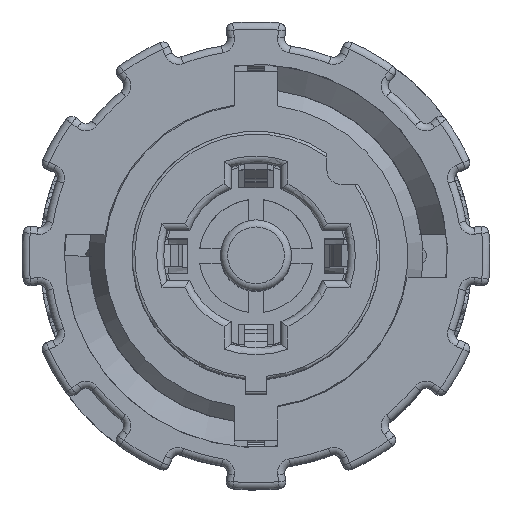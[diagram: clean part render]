
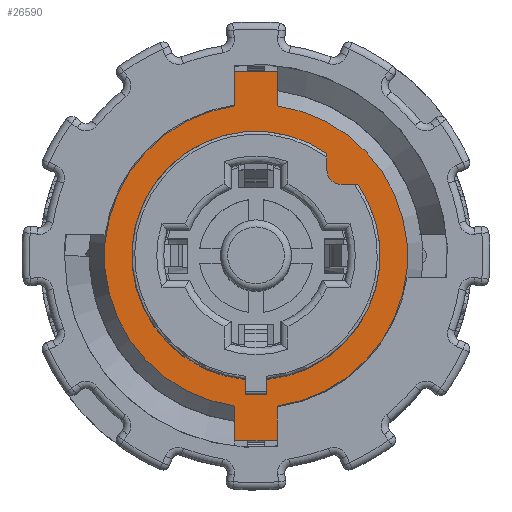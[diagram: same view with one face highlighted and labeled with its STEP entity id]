
A CAD part, top view. The second image highlights one B-rep face of the part: STEP entity #26590.
In plain terms, the highlighted planar face has unit normal (0, 0, 1).
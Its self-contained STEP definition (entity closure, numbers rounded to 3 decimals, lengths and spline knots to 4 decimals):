
#1094=FACE_BOUND('',#3489,.T.);
#2053=FACE_OUTER_BOUND('',#3488,.T.);
#3488=EDGE_LOOP('',(#19199,#19200,#19201,#19202,#19203,#19204,#19205,#19206,
#19207,#19208));
#3489=EDGE_LOOP('',(#19209,#19210,#19211,#19212,#19213,#19214,#19215,#19216));
#4492=LINE('',#35911,#6765);
#4519=LINE('',#35990,#6792);
#5289=LINE('',#38591,#7562);
#5293=LINE('',#38619,#7566);
#5339=LINE('',#39042,#7612);
#5341=LINE('',#39046,#7614);
#5343=LINE('',#39049,#7616);
#5382=LINE('',#39200,#7655);
#5391=LINE('',#39222,#7664);
#5392=LINE('',#39229,#7665);
#5399=LINE('',#39263,#7672);
#5407=LINE('',#39278,#7680);
#5408=LINE('',#39280,#7681);
#6765=VECTOR('',#29609,0.0952);
#6792=VECTOR('',#29656,0.0952);
#7562=VECTOR('',#32148,0.3937);
#7566=VECTOR('',#32154,0.3937);
#7612=VECTOR('',#32362,0.0426);
#7614=VECTOR('',#32366,0.0591);
#7616=VECTOR('',#32370,0.0426);
#7655=VECTOR('',#32519,0.0952);
#7664=VECTOR('',#32536,0.1181);
#7665=VECTOR('',#32539,0.0952);
#7672=VECTOR('',#32576,0.0952);
#7680=VECTOR('',#32590,0.1181);
#7681=VECTOR('',#32593,0.0952);
#9442=CIRCLE('',#28386,0.0394);
#9443=CIRCLE('',#28388,0.3445);
#9469=CIRCLE('',#28455,0.3445);
#9495=CIRCLE('',#28530,0.4207);
#9496=CIRCLE('',#28532,0.4207);
#9908=VERTEX_POINT('',#35908);
#9909=VERTEX_POINT('',#35910);
#9938=VERTEX_POINT('',#35987);
#9939=VERTEX_POINT('',#35989);
#10728=VERTEX_POINT('',#38587);
#10730=VERTEX_POINT('',#38590);
#10732=VERTEX_POINT('',#38605);
#10733=VERTEX_POINT('',#38617);
#10734=VERTEX_POINT('',#38623);
#10779=VERTEX_POINT('',#39005);
#10785=VERTEX_POINT('',#39041);
#10786=VERTEX_POINT('',#39045);
#10825=VERTEX_POINT('',#39199);
#10831=VERTEX_POINT('',#39220);
#10832=VERTEX_POINT('',#39224);
#10835=VERTEX_POINT('',#39236);
#10836=VERTEX_POINT('',#39242);
#10843=VERTEX_POINT('',#39276);
#12412=EDGE_CURVE('',#9909,#9908,#4492,.T.);
#12447=EDGE_CURVE('',#9939,#9938,#4519,.T.);
#13686=EDGE_CURVE('',#10728,#10730,#5289,.T.);
#13692=EDGE_CURVE('',#10733,#10732,#5293,.T.);
#13693=EDGE_CURVE('',#10730,#10733,#9442,.T.);
#13694=EDGE_CURVE('',#10732,#10734,#9443,.T.);
#13780=EDGE_CURVE('',#10779,#10728,#9469,.T.);
#13792=EDGE_CURVE('',#10785,#10734,#5339,.T.);
#13794=EDGE_CURVE('',#10786,#10785,#5341,.T.);
#13796=EDGE_CURVE('',#10779,#10786,#5343,.T.);
#13864=EDGE_CURVE('',#10825,#9909,#5382,.T.);
#13875=EDGE_CURVE('',#9908,#10831,#5391,.T.);
#13877=EDGE_CURVE('',#10831,#10832,#5392,.T.);
#13883=EDGE_CURVE('',#10832,#10835,#9495,.T.);
#13884=EDGE_CURVE('',#10836,#10825,#9496,.T.);
#13893=EDGE_CURVE('',#10835,#9939,#5399,.T.);
#13901=EDGE_CURVE('',#9938,#10843,#5407,.T.);
#13902=EDGE_CURVE('',#10843,#10836,#5408,.T.);
#19199=ORIENTED_EDGE('',*,*,#13883,.T.);
#19200=ORIENTED_EDGE('',*,*,#13893,.T.);
#19201=ORIENTED_EDGE('',*,*,#12447,.T.);
#19202=ORIENTED_EDGE('',*,*,#13901,.T.);
#19203=ORIENTED_EDGE('',*,*,#13902,.T.);
#19204=ORIENTED_EDGE('',*,*,#13884,.T.);
#19205=ORIENTED_EDGE('',*,*,#13864,.T.);
#19206=ORIENTED_EDGE('',*,*,#12412,.T.);
#19207=ORIENTED_EDGE('',*,*,#13875,.T.);
#19208=ORIENTED_EDGE('',*,*,#13877,.T.);
#19209=ORIENTED_EDGE('',*,*,#13780,.F.);
#19210=ORIENTED_EDGE('',*,*,#13796,.T.);
#19211=ORIENTED_EDGE('',*,*,#13794,.T.);
#19212=ORIENTED_EDGE('',*,*,#13792,.T.);
#19213=ORIENTED_EDGE('',*,*,#13694,.F.);
#19214=ORIENTED_EDGE('',*,*,#13692,.F.);
#19215=ORIENTED_EDGE('',*,*,#13693,.F.);
#19216=ORIENTED_EDGE('',*,*,#13686,.F.);
#24191=PLANE('',#28551);
#26590=ADVANCED_FACE('',(#2053,#1094),#24191,.T.);
#28386=AXIS2_PLACEMENT_3D('',#38621,#32157,#32158);
#28388=AXIS2_PLACEMENT_3D('',#38624,#32161,#32162);
#28455=AXIS2_PLACEMENT_3D('',#39007,#32332,#32333);
#28530=AXIS2_PLACEMENT_3D('',#39240,#32547,#32548);
#28532=AXIS2_PLACEMENT_3D('',#39243,#32551,#32552);
#28551=AXIS2_PLACEMENT_3D('',#39286,#32603,#32604);
#29609=DIRECTION('',(0.,-1.,0.));
#29656=DIRECTION('',(0.,1.,0.));
#32148=DIRECTION('',(-1.,0.,0.));
#32154=DIRECTION('',(0.,1.,0.));
#32157=DIRECTION('center_axis',(0.,0.,
-1.));
#32158=DIRECTION('ref_axis',(-1.,0.,0.));
#32161=DIRECTION('center_axis',(0.,0.,
1.));
#32162=DIRECTION('ref_axis',(0.,-1.,0.));
#32332=DIRECTION('center_axis',(0.,0.,
1.));
#32333=DIRECTION('ref_axis',(0.,-1.,0.));
#32362=DIRECTION('',(0.,1.,0.));
#32366=DIRECTION('',(-1.,0.,0.));
#32370=DIRECTION('',(0.,-1.,0.));
#32519=DIRECTION('',(0.,-1.,0.));
#32536=DIRECTION('',(1.,0.,0.));
#32539=DIRECTION('',(0.,1.,0.));
#32547=DIRECTION('center_axis',(0.,0.,
1.));
#32548=DIRECTION('ref_axis',(0.,1.,0.));
#32551=DIRECTION('center_axis',(0.,0.,
1.));
#32552=DIRECTION('ref_axis',(0.,1.,0.));
#32576=DIRECTION('',(0.,1.,0.));
#32590=DIRECTION('',(-1.,0.,0.));
#32593=DIRECTION('',(0.,-1.,0.));
#32603=DIRECTION('center_axis',(0.,0.,
1.));
#32604=DIRECTION('ref_axis',(0.,1.,0.));
#35908=CARTESIAN_POINT('',(-0.0591,-0.5118,0.1417));
#35910=CARTESIAN_POINT('',(-0.0591,-0.4956,0.1417));
#35911=CARTESIAN_POINT('',(-0.0591,-0.4166,0.1417));
#35987=CARTESIAN_POINT('',(0.0591,0.5118,0.1417));
#35989=CARTESIAN_POINT('',(0.0591,0.4956,0.1417));
#35990=CARTESIAN_POINT('',(0.0591,0.4166,0.1417));
#38587=CARTESIAN_POINT('',(0.2827,0.1969,0.1417));
#38590=CARTESIAN_POINT('',(0.2362,0.1969,0.1417));
#38591=CARTESIAN_POINT('',(0.2905,0.1969,0.1417));
#38605=CARTESIAN_POINT('',(0.1969,0.2827,0.1417));
#38617=CARTESIAN_POINT('',(0.1969,0.2362,0.1417));
#38619=CARTESIAN_POINT('',(0.1969,0.2478,0.1417));
#38621=CARTESIAN_POINT('Origin',(0.2362,0.2362,0.1417));
#38623=CARTESIAN_POINT('',(-0.0295,-0.3432,0.1417));
#38624=CARTESIAN_POINT('Origin',(0.,0.,
0.1417));
#39005=CARTESIAN_POINT('',(0.0295,-0.3432,0.1417));
#39007=CARTESIAN_POINT('Origin',(0.,0.,
0.1417));
#39041=CARTESIAN_POINT('',(-0.0295,-0.3858,0.1417));
#39042=CARTESIAN_POINT('',(-0.0295,-0.3858,0.1417));
#39045=CARTESIAN_POINT('',(0.0295,-0.3858,0.1417));
#39046=CARTESIAN_POINT('',(0.0295,-0.3858,0.1417));
#39049=CARTESIAN_POINT('',(0.0295,-0.3432,0.1417));
#39199=CARTESIAN_POINT('',(-0.0591,-0.4166,0.1417));
#39200=CARTESIAN_POINT('',(-0.0591,-0.4166,0.1417));
#39220=CARTESIAN_POINT('',(0.0591,-0.5118,0.1417));
#39222=CARTESIAN_POINT('',(-0.0591,-0.5118,0.1417));
#39224=CARTESIAN_POINT('',(0.0591,-0.4166,0.1417));
#39229=CARTESIAN_POINT('',(0.0591,-0.5118,0.1417));
#39236=CARTESIAN_POINT('',(0.0591,0.4166,0.1417));
#39240=CARTESIAN_POINT('Origin',(0.,0.,
0.1417));
#39242=CARTESIAN_POINT('',(-0.0591,0.4166,0.1417));
#39243=CARTESIAN_POINT('Origin',(0.,0.,
0.1417));
#39263=CARTESIAN_POINT('',(0.0591,0.4166,0.1417));
#39276=CARTESIAN_POINT('',(-0.0591,0.5118,0.1417));
#39278=CARTESIAN_POINT('',(0.0591,0.5118,0.1417));
#39280=CARTESIAN_POINT('',(-0.0591,0.5118,0.1417));
#39286=CARTESIAN_POINT('Origin',(0.,0.3826,
0.1417));
